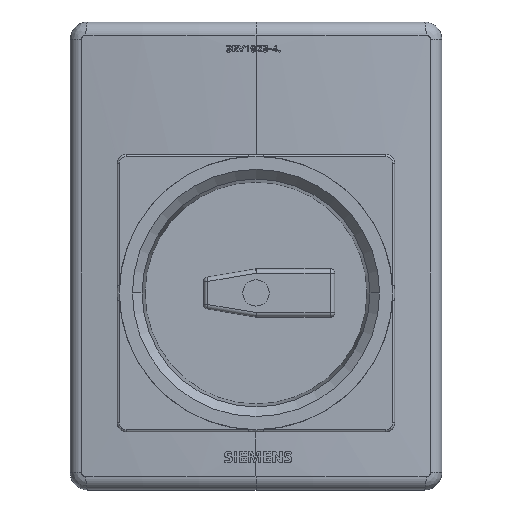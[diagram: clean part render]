
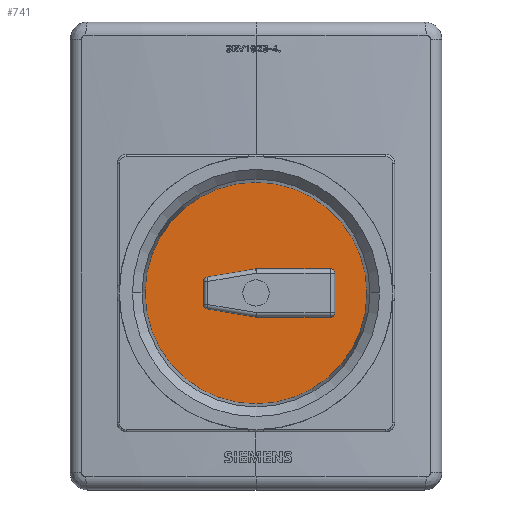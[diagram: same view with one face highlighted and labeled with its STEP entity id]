
A CAD part, top view. The second image highlights one B-rep face of the part: STEP entity #741.
In plain terms, the highlighted planar face has unit normal (0, 0, 1).
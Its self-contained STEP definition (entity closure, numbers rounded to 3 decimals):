
#741=ADVANCED_FACE('NONE',(#1745,#1746),#1747,.T.);
#1745=FACE_OUTER_BOUND('',#3095,.T.);
#1746=FACE_BOUND('',#3096,.T.);
#1747=PLANE('',#3097);
#3095=EDGE_LOOP('',(#7905,#7906));
#3096=EDGE_LOOP('',(#7907,#7908,#7909,#7910,#7911,#7912,#7913,#7914,#7915,#7916,#7917,#7918));
#3097=AXIS2_PLACEMENT_3D('',#7919,#7920,#7921);
#7905=ORIENTED_EDGE('',*,*,#11311,.T.);
#7906=ORIENTED_EDGE('',*,*,#11116,.T.);
#7907=ORIENTED_EDGE('',*,*,#11312,.F.);
#7908=ORIENTED_EDGE('',*,*,#11313,.T.);
#7909=ORIENTED_EDGE('',*,*,#11314,.F.);
#7910=ORIENTED_EDGE('',*,*,#11315,.T.);
#7911=ORIENTED_EDGE('',*,*,#11316,.F.);
#7912=ORIENTED_EDGE('',*,*,#11317,.T.);
#7913=ORIENTED_EDGE('',*,*,#11318,.F.);
#7914=ORIENTED_EDGE('',*,*,#11319,.T.);
#7915=ORIENTED_EDGE('',*,*,#11320,.F.);
#7916=ORIENTED_EDGE('',*,*,#11321,.T.);
#7917=ORIENTED_EDGE('',*,*,#11322,.F.);
#7918=ORIENTED_EDGE('',*,*,#11323,.T.);
#7919=CARTESIAN_POINT('',(42.5,45.0,29.6));
#7920=DIRECTION('',(0.0,0.0,1.0));
#7921=DIRECTION('',(1.0,0.0,0.0));
#11116=EDGE_CURVE('NONE',#12853,#12854,#12855,.T.);
#11311=EDGE_CURVE('NONE',#12854,#12853,#13222,.T.);
#11312=EDGE_CURVE('NONE',#13223,#13224,#13225,.T.);
#11313=EDGE_CURVE('NONE',#13223,#13226,#13227,.T.);
#11314=EDGE_CURVE('NONE',#13228,#13226,#13229,.T.);
#11315=EDGE_CURVE('NONE',#13228,#13230,#13231,.T.);
#11316=EDGE_CURVE('NONE',#13232,#13230,#13233,.T.);
#11317=EDGE_CURVE('NONE',#13232,#13234,#13235,.T.);
#11318=EDGE_CURVE('NONE',#13236,#13234,#13237,.T.);
#11319=EDGE_CURVE('NONE',#13236,#13238,#13239,.T.);
#11320=EDGE_CURVE('NONE',#13240,#13238,#13241,.T.);
#11321=EDGE_CURVE('NONE',#13240,#13242,#13243,.T.);
#11322=EDGE_CURVE('NONE',#13244,#13242,#13245,.T.);
#11323=EDGE_CURVE('NONE',#13244,#13224,#13246,.T.);
#12853=VERTEX_POINT('NONE',#15742);
#12854=VERTEX_POINT('NONE',#15743);
#12855=CIRCLE('',#15744,25.375);
#13222=CIRCLE('',#16827,25.375);
#13223=VERTEX_POINT('NONE',#16828);
#13224=VERTEX_POINT('NONE',#16829);
#13225=LINE('',#16830,#16831);
#13226=VERTEX_POINT('NONE',#16832);
#13227=CIRCLE('',#16833,1.0);
#13228=VERTEX_POINT('NONE',#16834);
#13229=LINE('',#16835,#16836);
#13230=VERTEX_POINT('NONE',#16837);
#13231=CIRCLE('',#16838,1.0);
#13232=VERTEX_POINT('NONE',#16839);
#13233=LINE('',#16840,#16841);
#13234=VERTEX_POINT('NONE',#16842);
#13235=CIRCLE('',#16843,1.0);
#13236=VERTEX_POINT('NONE',#16844);
#13237=LINE('',#16845,#16846);
#13238=VERTEX_POINT('NONE',#16847);
#13239=CIRCLE('',#16848,1.0);
#13240=VERTEX_POINT('NONE',#16849);
#13241=LINE('',#16850,#16851);
#13242=VERTEX_POINT('NONE',#16852);
#13243=CIRCLE('',#16853,1.0);
#13244=VERTEX_POINT('NONE',#16854);
#13245=LINE('',#16855,#16856);
#13246=CIRCLE('',#16857,1.0);
#15742=CARTESIAN_POINT('',(17.125,45.0,29.6));
#15743=CARTESIAN_POINT('',(67.875,45.0,29.6));
#15744=AXIS2_PLACEMENT_3D('',#20563,#20564,#20565);
#16827=AXIS2_PLACEMENT_3D('',#20741,#20742,#20743);
#16828=CARTESIAN_POINT('',(60.5,40.5,29.6));
#16829=CARTESIAN_POINT('',(60.5,49.5,29.6));
#16830=CARTESIAN_POINT('',(60.5,39.5,29.6));
#16831=VECTOR('',#20744,1000.0);
#16832=CARTESIAN_POINT('',(59.5,39.5,29.6));
#16833=AXIS2_PLACEMENT_3D('',#20745,#20746,#20747);
#16834=CARTESIAN_POINT('',(42.583,39.5,29.6));
#16835=CARTESIAN_POINT('',(60.5,39.5,29.6));
#16836=VECTOR('',#20748,1000.0);
#16837=CARTESIAN_POINT('',(42.418,39.514,29.6));
#16838=AXIS2_PLACEMENT_3D('',#20749,#20750,#20751);
#16839=CARTESIAN_POINT('',(31.336,41.361,29.6));
#16840=CARTESIAN_POINT('',(30.5,41.5,29.6));
#16841=VECTOR('',#20752,1000.0);
#16842=CARTESIAN_POINT('',(30.5,42.347,29.6));
#16843=AXIS2_PLACEMENT_3D('',#20753,#20754,#20755);
#16844=CARTESIAN_POINT('',(30.5,47.653,29.6));
#16845=CARTESIAN_POINT('',(30.5,41.5,29.6));
#16846=VECTOR('',#20756,1000.0);
#16847=CARTESIAN_POINT('',(31.336,48.639,29.6));
#16848=AXIS2_PLACEMENT_3D('',#20757,#20758,#20759);
#16849=CARTESIAN_POINT('',(42.418,50.486,29.6));
#16850=CARTESIAN_POINT('',(30.5,48.5,29.6));
#16851=VECTOR('',#20760,1000.0);
#16852=CARTESIAN_POINT('',(42.583,50.5,29.6));
#16853=AXIS2_PLACEMENT_3D('',#20761,#20762,#20763);
#16854=CARTESIAN_POINT('',(59.5,50.5,29.6));
#16855=CARTESIAN_POINT('',(60.5,50.5,29.6));
#16856=VECTOR('',#20764,1000.0);
#16857=AXIS2_PLACEMENT_3D('',#20765,#20766,#20767);
#20563=CARTESIAN_POINT('',(42.5,45.0,29.6));
#20564=DIRECTION('',(0.0,0.0,1.0));
#20565=DIRECTION('',(1.0,0.0,0.0));
#20741=CARTESIAN_POINT('',(42.5,45.0,29.6));
#20742=DIRECTION('',(0.0,0.0,1.0));
#20743=DIRECTION('',(1.0,0.0,0.0));
#20744=DIRECTION('',(0.,1.0,0.0));
#20745=CARTESIAN_POINT('',(59.5,40.5,29.6));
#20746=DIRECTION('',(0.0,0.0,-1.0));
#20747=DIRECTION('',(1.0,0.0,0.0));
#20748=DIRECTION('',(1.0,0.0,0.0));
#20749=CARTESIAN_POINT('',(42.583,40.5,29.6));
#20750=DIRECTION('',(0.0,0.0,-1.0));
#20751=DIRECTION('',(1.0,0.0,0.0));
#20752=DIRECTION('',(0.986,-0.164,0.0));
#20753=CARTESIAN_POINT('',(31.5,42.347,29.6));
#20754=DIRECTION('',(0.0,0.0,-1.0));
#20755=DIRECTION('',(1.0,0.0,0.0));
#20756=DIRECTION('',(-0.0,-1.0,-0.0));
#20757=CARTESIAN_POINT('',(31.5,47.653,29.6));
#20758=DIRECTION('',(0.0,0.0,-1.0));
#20759=DIRECTION('',(1.0,0.0,0.0));
#20760=DIRECTION('',(-0.986,-0.164,-0.0));
#20761=CARTESIAN_POINT('',(42.583,49.5,29.6));
#20762=DIRECTION('',(0.0,0.0,-1.0));
#20763=DIRECTION('',(1.0,0.,0.0));
#20764=DIRECTION('',(-1.0,0.0,0.0));
#20765=CARTESIAN_POINT('',(59.5,49.5,29.6));
#20766=DIRECTION('',(0.0,0.0,-1.0));
#20767=DIRECTION('',(1.0,0.0,0.0));
